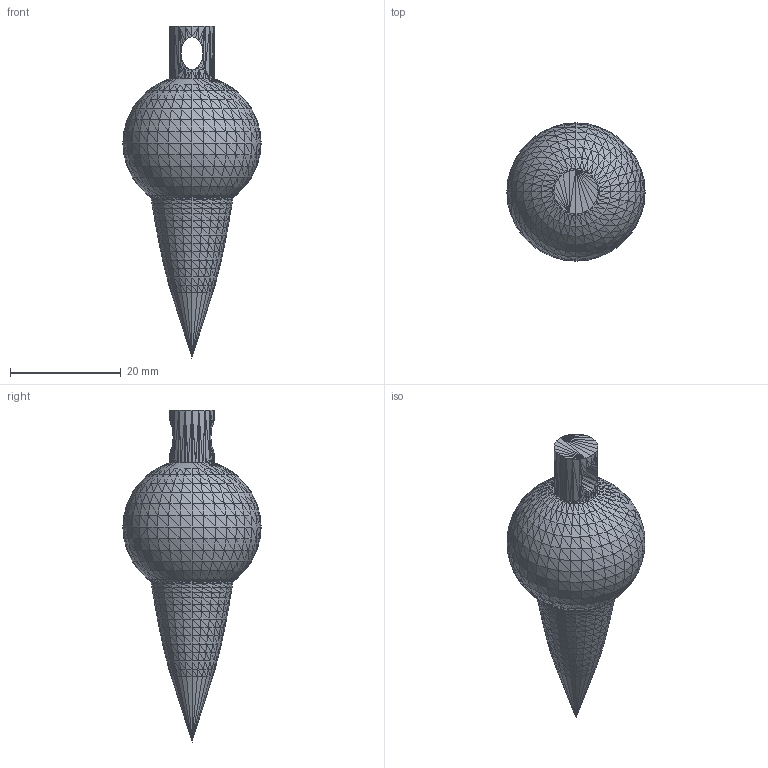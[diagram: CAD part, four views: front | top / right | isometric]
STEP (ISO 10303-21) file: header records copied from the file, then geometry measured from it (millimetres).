
FILE_DESCRIPTION((' Model'),'2;1');
FILE_NAME(' Shape Model','2023-11-29T17:11:45',(''),( ''),' ','','Unknown');
FILE_SCHEMA(('AUTOMOTIVE_DESIGN { 1 0 10303 214 1 1 1 1 }'));
Products named in the file (1):  STEP translator 7.5 1
Bounding box: 25 x 25 x 60 mm (x, y, z)
Surface area: 2836.5 mm2 (no closed solid volume)
Topology: 0 solids, 1 shells, 2308 faces, 3462 edges, 1154 vertices
Faces by surface type: plane 2308
Entity records: 86568 total; most frequent: CARTESIAN_POINT 17311, DIRECTION 11542, ORIENTED_EDGE 6924, LINE 6924, VECTOR 6924, PCURVE 6924, DEFINITIONAL_REPRESENTATION 6924, EDGE_CURVE 3462
